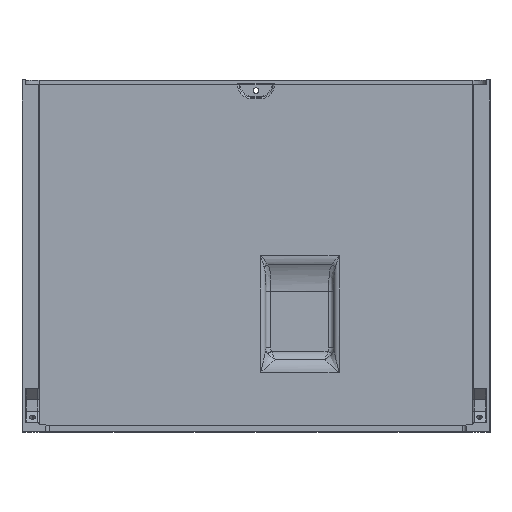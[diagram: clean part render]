
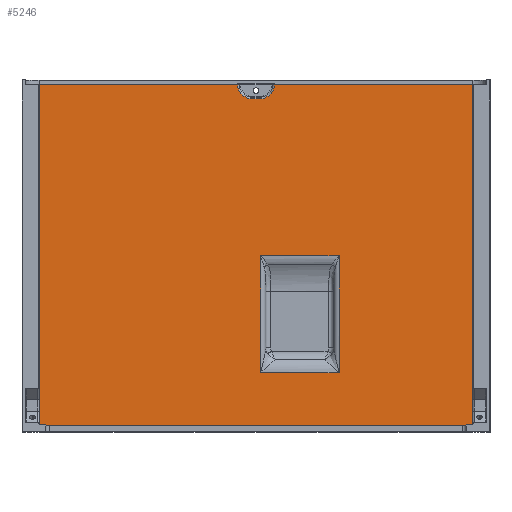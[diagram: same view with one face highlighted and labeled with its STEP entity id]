
A CAD part, top view. The second image highlights one B-rep face of the part: STEP entity #5246.
In plain terms, the highlighted planar face has unit normal (0, 0, 1).
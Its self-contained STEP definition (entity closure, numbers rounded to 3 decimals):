
#2 = EDGE_CURVE ( 'NONE', #6095, #3442, #758, .T. ) ;
#12 = DIRECTION ( 'NONE',  ( 1., 0., 0. ) ) ;
#30 = VERTEX_POINT ( 'NONE', #3916 ) ;
#112 = CARTESIAN_POINT ( 'NONE',  ( 135.1, 204., 0. ) ) ;
#128 = CARTESIAN_POINT ( 'NONE',  ( 10., 204., 0. ) ) ;
#153 = CARTESIAN_POINT ( 'NONE',  ( 125.955, 203.6, 0. ) ) ;
#175 = VERTEX_POINT ( 'NONE', #3958 ) ;
#312 = DIRECTION ( 'NONE',  ( 0., 1., 0. ) ) ;
#330 = LINE ( 'NONE', #1934, #4311 ) ;
#370 = EDGE_CURVE ( 'NONE', #30, #5037, #1369, .T. ) ;
#492 = CARTESIAN_POINT ( 'NONE',  ( 0., 0., 0. ) ) ;
#525 = VECTOR ( 'NONE', #4034, 1000. ) ;
#556 = CARTESIAN_POINT ( 'NONE',  ( 10., 203.6, 0. ) ) ;
#557 = VERTEX_POINT ( 'NONE', #556 ) ;
#656 = LINE ( 'NONE', #153, #3220 ) ;
#664 = ORIENTED_EDGE ( 'NONE', *, *, #3725, .T. ) ;
#692 = VECTOR ( 'NONE', #2640, 1000. ) ;
#758 = LINE ( 'NONE', #6384, #2096 ) ;
#769 = CARTESIAN_POINT ( 'NONE',  ( 125.955, 203.6, 0. ) ) ;
#875 = DIRECTION ( 'NONE',  ( 0., 0., 1. ) ) ;
#926 = EDGE_CURVE ( 'NONE', #175, #3671, #2559, .T. ) ;
#1070 = ORIENTED_EDGE ( 'NONE', *, *, #2223, .T. ) ;
#1240 = VECTOR ( 'NONE', #6380, 1000. ) ;
#1369 = CIRCLE ( 'NONE', #4062, 1. ) ;
#1438 = CARTESIAN_POINT ( 'NONE',  ( 138.9, 204., 0. ) ) ;
#1453 = PLANE ( 'NONE',  #5857 ) ;
#1471 = LINE ( 'NONE', #4476, #1916 ) ;
#1632 = ORIENTED_EDGE ( 'NONE', *, *, #6028, .T. ) ;
#1686 = EDGE_CURVE ( 'NONE', #4082, #5037, #656, .T. ) ;
#1700 = EDGE_CURVE ( 'NONE', #557, #4082, #4816, .T. ) ;
#1817 = LINE ( 'NONE', #2422, #4144 ) ;
#1870 = CARTESIAN_POINT ( 'NONE',  ( 185.64, 34.835, 0. ) ) ;
#1916 = VECTOR ( 'NONE', #5536, 1000. ) ;
#1934 = CARTESIAN_POINT ( 'NONE',  ( 182.64, 103.165, 0. ) ) ;
#1937 = LINE ( 'NONE', #2953, #6083 ) ;
#1955 = CARTESIAN_POINT ( 'NONE',  ( 148.045, 204., 0. ) ) ;
#2071 = VERTEX_POINT ( 'NONE', #1870 ) ;
#2096 = VECTOR ( 'NONE', #5287, 1000. ) ;
#2173 = CARTESIAN_POINT ( 'NONE',  ( 139.64, 103.165, 0. ) ) ;
#2178 = DIRECTION ( 'NONE',  ( 0., 0., -1. ) ) ;
#2186 = EDGE_CURVE ( 'NONE', #6095, #4462, #2410, .T. ) ;
#2223 = EDGE_CURVE ( 'NONE', #2071, #2724, #1937, .T. ) ;
#2225 = ORIENTED_EDGE ( 'NONE', *, *, #3814, .T. ) ;
#2290 = CARTESIAN_POINT ( 'NONE',  ( 148.045, 203.6, 0. ) ) ;
#2326 = CARTESIAN_POINT ( 'NONE',  ( 125.955, 203., 0. ) ) ;
#2343 = CIRCLE ( 'NONE', #5361, 9. ) ;
#2354 = LINE ( 'NONE', #2837, #2647 ) ;
#2410 = LINE ( 'NONE', #6540, #525 ) ;
#2422 = CARTESIAN_POINT ( 'NONE',  ( 139.64, 103.165, 0. ) ) ;
#2460 = VERTEX_POINT ( 'NONE', #2173 ) ;
#2559 = CIRCLE ( 'NONE', #6530, 9. ) ;
#2566 = DIRECTION ( 'NONE',  ( 1., 0., 0. ) ) ;
#2640 = DIRECTION ( 'NONE',  ( 0., -1., 0. ) ) ;
#2647 = VECTOR ( 'NONE', #6449, 1000. ) ;
#2669 = CARTESIAN_POINT ( 'NONE',  ( 138.9, 195., 0. ) ) ;
#2703 = DIRECTION ( 'NONE',  ( 1., 0., 0. ) ) ;
#2724 = VERTEX_POINT ( 'NONE', #4167 ) ;
#2837 = CARTESIAN_POINT ( 'NONE',  ( 0., 4., 0. ) ) ;
#2873 = ORIENTED_EDGE ( 'NONE', *, *, #1686, .F. ) ;
#2932 = DIRECTION ( 'NONE',  ( 1., 0., 0. ) ) ;
#2953 = CARTESIAN_POINT ( 'NONE',  ( 139.64, 34.835, 0. ) ) ;
#2972 = EDGE_CURVE ( 'NONE', #2460, #6477, #330, .T. ) ;
#3040 = FACE_BOUND ( 'NONE', #4333, .T. ) ;
#3093 = CARTESIAN_POINT ( 'NONE',  ( 264., 4., 0. ) ) ;
#3191 = VECTOR ( 'NONE', #4616, 1000. ) ;
#3220 = VECTOR ( 'NONE', #3235, 1000. ) ;
#3235 = DIRECTION ( 'NONE',  ( 0., 1., 0. ) ) ;
#3442 = VERTEX_POINT ( 'NONE', #1955 ) ;
#3560 = DIRECTION ( 'NONE',  ( 0., 0., -1. ) ) ;
#3580 = DIRECTION ( 'NONE',  ( 0., 0., 1. ) ) ;
#3669 = DIRECTION ( 'NONE',  ( 1., 0., 0. ) ) ;
#3671 = VERTEX_POINT ( 'NONE', #2669 ) ;
#3684 = EDGE_LOOP ( 'NONE', ( #4807, #6222, #2225, #6426, #4696, #4048, #5665, #2873, #6527, #1632, #4984, #5895 ) ) ;
#3725 = EDGE_CURVE ( 'NONE', #2724, #2460, #1817, .T. ) ;
#3754 = EDGE_CURVE ( 'NONE', #6477, #2071, #6412, .T. ) ;
#3814 = EDGE_CURVE ( 'NONE', #3442, #175, #5319, .T. ) ;
#3912 = CARTESIAN_POINT ( 'NONE',  ( 185.64, 44., 0. ) ) ;
#3916 = CARTESIAN_POINT ( 'NONE',  ( 126.1, 203.989, 0. ) ) ;
#3958 = CARTESIAN_POINT ( 'NONE',  ( 147.9, 203.989, 0. ) ) ;
#3975 = CARTESIAN_POINT ( 'NONE',  ( 148.045, 203., 0. ) ) ;
#3998 = DIRECTION ( 'NONE',  ( -1., 0., 0. ) ) ;
#4034 = DIRECTION ( 'NONE',  ( 1., 0., 0. ) ) ;
#4035 = CARTESIAN_POINT ( 'NONE',  ( 135.1, 195., 0. ) ) ;
#4048 = ORIENTED_EDGE ( 'NONE', *, *, #6476, .T. ) ;
#4062 = AXIS2_PLACEMENT_3D ( 'NONE', #2326, #6386, #4980 ) ;
#4082 = VERTEX_POINT ( 'NONE', #769 ) ;
#4130 = VERTEX_POINT ( 'NONE', #4995 ) ;
#4144 = VECTOR ( 'NONE', #312, 1000. ) ;
#4167 = CARTESIAN_POINT ( 'NONE',  ( 139.64, 34.835, 0. ) ) ;
#4311 = VECTOR ( 'NONE', #4959, 1000. ) ;
#4333 = EDGE_LOOP ( 'NONE', ( #6005, #1070, #664, #5490 ) ) ;
#4462 = VERTEX_POINT ( 'NONE', #5708 ) ;
#4476 = CARTESIAN_POINT ( 'NONE',  ( 135.1, 195., 0. ) ) ;
#4522 = VERTEX_POINT ( 'NONE', #4035 ) ;
#4564 = VERTEX_POINT ( 'NONE', #3093 ) ;
#4616 = DIRECTION ( 'NONE',  ( 0., -1., 0. ) ) ;
#4696 = ORIENTED_EDGE ( 'NONE', *, *, #6446, .T. ) ;
#4724 = LINE ( 'NONE', #128, #692 ) ;
#4807 = ORIENTED_EDGE ( 'NONE', *, *, #2186, .F. ) ;
#4816 = LINE ( 'NONE', #5247, #4926 ) ;
#4926 = VECTOR ( 'NONE', #2703, 1000. ) ;
#4959 = DIRECTION ( 'NONE',  ( 1., 0., 0. ) ) ;
#4980 = DIRECTION ( 'NONE',  ( 1., 0., 0. ) ) ;
#4984 = ORIENTED_EDGE ( 'NONE', *, *, #5318, .F. ) ;
#4994 = AXIS2_PLACEMENT_3D ( 'NONE', #3975, #875, #2932 ) ;
#4995 = CARTESIAN_POINT ( 'NONE',  ( 10., 4., 0. ) ) ;
#5037 = VERTEX_POINT ( 'NONE', #5328 ) ;
#5086 = FACE_OUTER_BOUND ( 'NONE', #3684, .T. ) ;
#5112 = CARTESIAN_POINT ( 'NONE',  ( 264., 204., 0. ) ) ;
#5246 = ADVANCED_FACE ( 'NONE', ( #3040, #5086 ), #1453, .T. ) ;
#5247 = CARTESIAN_POINT ( 'NONE',  ( 10., 203.6, 0. ) ) ;
#5287 = DIRECTION ( 'NONE',  ( 0., 1., 0. ) ) ;
#5318 = EDGE_CURVE ( 'NONE', #4564, #4130, #2354, .T. ) ;
#5319 = CIRCLE ( 'NONE', #4994, 1. ) ;
#5328 = CARTESIAN_POINT ( 'NONE',  ( 125.955, 204., 0. ) ) ;
#5361 = AXIS2_PLACEMENT_3D ( 'NONE', #112, #2178, #3669 ) ;
#5490 = ORIENTED_EDGE ( 'NONE', *, *, #2972, .T. ) ;
#5536 = DIRECTION ( 'NONE',  ( -1., 0., 0. ) ) ;
#5541 = EDGE_CURVE ( 'NONE', #4462, #4564, #6514, .T. ) ;
#5665 = ORIENTED_EDGE ( 'NONE', *, *, #370, .T. ) ;
#5708 = CARTESIAN_POINT ( 'NONE',  ( 264., 203.6, 0. ) ) ;
#5806 = CARTESIAN_POINT ( 'NONE',  ( 185.64, 103.165, 0. ) ) ;
#5857 = AXIS2_PLACEMENT_3D ( 'NONE', #492, #3580, #2566 ) ;
#5895 = ORIENTED_EDGE ( 'NONE', *, *, #5541, .F. ) ;
#6005 = ORIENTED_EDGE ( 'NONE', *, *, #3754, .T. ) ;
#6028 = EDGE_CURVE ( 'NONE', #557, #4130, #4724, .T. ) ;
#6083 = VECTOR ( 'NONE', #3998, 1000. ) ;
#6095 = VERTEX_POINT ( 'NONE', #2290 ) ;
#6222 = ORIENTED_EDGE ( 'NONE', *, *, #2, .T. ) ;
#6380 = DIRECTION ( 'NONE',  ( 0., -1., 0. ) ) ;
#6384 = CARTESIAN_POINT ( 'NONE',  ( 148.045, 203.6, 0. ) ) ;
#6386 = DIRECTION ( 'NONE',  ( 0., 0., 1. ) ) ;
#6412 = LINE ( 'NONE', #3912, #1240 ) ;
#6426 = ORIENTED_EDGE ( 'NONE', *, *, #926, .T. ) ;
#6446 = EDGE_CURVE ( 'NONE', #3671, #4522, #1471, .T. ) ;
#6449 = DIRECTION ( 'NONE',  ( -1., 0., 0. ) ) ;
#6476 = EDGE_CURVE ( 'NONE', #4522, #30, #2343, .T. ) ;
#6477 = VERTEX_POINT ( 'NONE', #5806 ) ;
#6514 = LINE ( 'NONE', #5112, #3191 ) ;
#6527 = ORIENTED_EDGE ( 'NONE', *, *, #1700, .F. ) ;
#6530 = AXIS2_PLACEMENT_3D ( 'NONE', #1438, #3560, #12 ) ;
#6540 = CARTESIAN_POINT ( 'NONE',  ( 148.045, 203.6, 0. ) ) ;
